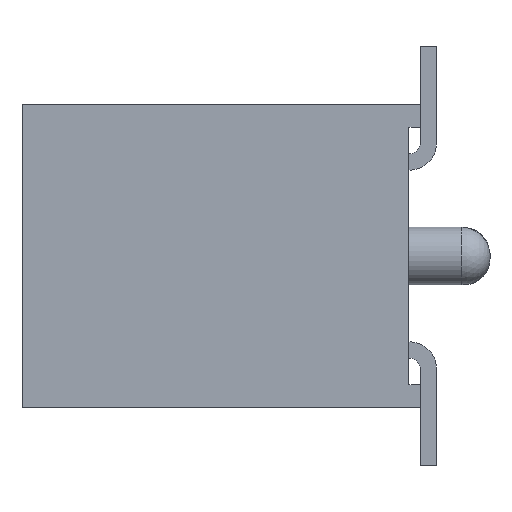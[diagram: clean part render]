
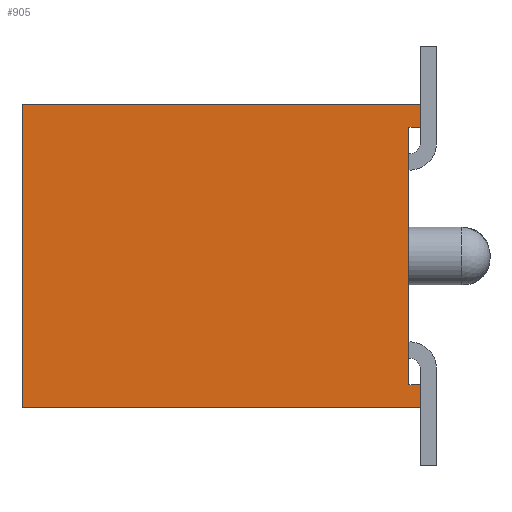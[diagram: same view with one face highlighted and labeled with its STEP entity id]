
A CAD part, left-side view. The second image highlights one B-rep face of the part: STEP entity #905.
In plain terms, the highlighted planar face has unit normal (-1, 0, 0).
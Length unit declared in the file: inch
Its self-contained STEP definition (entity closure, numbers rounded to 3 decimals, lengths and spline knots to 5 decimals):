
#905 = ADVANCED_FACE( '', ( #2070 ), #2071, .F. );
#2070 = FACE_OUTER_BOUND( '', #3469, .T. );
#2071 = PLANE( '', #3470 );
#3469 = EDGE_LOOP( '', ( #6227, #6228, #6229, #6230, #6231, #6232, #6233, #6234 ) );
#3470 = AXIS2_PLACEMENT_3D( '', #6235, #6236, #6237 );
#6227 = ORIENTED_EDGE( '', *, *, #8522, .T. );
#6228 = ORIENTED_EDGE( '', *, *, #9404, .T. );
#6229 = ORIENTED_EDGE( '', *, *, #9405, .F. );
#6230 = ORIENTED_EDGE( '', *, *, #8776, .F. );
#6231 = ORIENTED_EDGE( '', *, *, #9037, .T. );
#6232 = ORIENTED_EDGE( '', *, *, #9186, .T. );
#6233 = ORIENTED_EDGE( '', *, *, #9406, .T. );
#6234 = ORIENTED_EDGE( '', *, *, #9265, .T. );
#6235 = CARTESIAN_POINT( '', ( -0.17725, 0.172, -0.0655 ) );
#6236 = DIRECTION( '', ( 1., 0., 0. ) );
#6237 = DIRECTION( '', ( 0., 0., -1. ) );
#8522 = EDGE_CURVE( '', #10308, #10309, #10310, .T. );
#8776 = EDGE_CURVE( '', #10746, #10748, #10749, .T. );
#9037 = EDGE_CURVE( '', #10746, #11160, #11162, .T. );
#9186 = EDGE_CURVE( '', #11160, #11379, #11381, .T. );
#9265 = EDGE_CURVE( '', #11495, #10308, #11496, .T. );
#9404 = EDGE_CURVE( '', #10309, #11704, #11705, .T. );
#9405 = EDGE_CURVE( '', #10748, #11704, #11706, .T. );
#9406 = EDGE_CURVE( '', #11379, #11495, #11707, .T. );
#10308 = VERTEX_POINT( '', #12863 );
#10309 = VERTEX_POINT( '', #12864 );
#10310 = LINE( '', #12865, #12866 );
#10746 = VERTEX_POINT( '', #13499 );
#10748 = VERTEX_POINT( '', #13502 );
#10749 = LINE( '', #13503, #13504 );
#11160 = VERTEX_POINT( '', #14102 );
#11162 = LINE( '', #14105, #14106 );
#11379 = VERTEX_POINT( '', #14421 );
#11381 = LINE( '', #14424, #14425 );
#11495 = VERTEX_POINT( '', #14600 );
#11496 = LINE( '', #14601, #14602 );
#11704 = VERTEX_POINT( '', #14931 );
#11705 = LINE( '', #14932, #14933 );
#11706 = LINE( '', #14934, #14935 );
#11707 = LINE( '', #14936, #14937 );
#12863 = CARTESIAN_POINT( '', ( -0.17725, 0.005, 0.0555 ) );
#12864 = CARTESIAN_POINT( '', ( -0.17725, 0., 0.0555 ) );
#12865 = CARTESIAN_POINT( '', ( -0.17725, 0.005, 0.0555 ) );
#12866 = VECTOR( '', #16024, 39.37008 );
#13499 = CARTESIAN_POINT( '', ( -0.17725, 0.172, -0.0655 ) );
#13502 = CARTESIAN_POINT( '', ( -0.17725, 0.172, 0.0655 ) );
#13503 = CARTESIAN_POINT( '', ( -0.17725, 0.172, -0.0655 ) );
#13504 = VECTOR( '', #16259, 39.37008 );
#14102 = CARTESIAN_POINT( '', ( -0.17725, 0., -0.0655 ) );
#14105 = CARTESIAN_POINT( '', ( -0.17725, 0.172, -0.0655 ) );
#14106 = VECTOR( '', #16493, 39.37008 );
#14421 = CARTESIAN_POINT( '', ( -0.17725, 0., -0.0555 ) );
#14424 = CARTESIAN_POINT( '', ( -0.17725, 0., -0.0655 ) );
#14425 = VECTOR( '', #16623, 39.37008 );
#14600 = CARTESIAN_POINT( '', ( -0.17725, 0.005, -0.0555 ) );
#14601 = CARTESIAN_POINT( '', ( -0.17725, 0.005, -0.0555 ) );
#14602 = VECTOR( '', #16694, 39.37008 );
#14931 = CARTESIAN_POINT( '', ( -0.17725, 0., 0.0655 ) );
#14932 = CARTESIAN_POINT( '', ( -0.17725, 0., -0.0655 ) );
#14933 = VECTOR( '', #16831, 39.37008 );
#14934 = CARTESIAN_POINT( '', ( -0.17725, 0.172, 0.0655 ) );
#14935 = VECTOR( '', #16832, 39.37008 );
#14936 = CARTESIAN_POINT( '', ( -0.17725, 0., -0.0555 ) );
#14937 = VECTOR( '', #16833, 39.37008 );
#16024 = DIRECTION( '', ( 0., -1., 0. ) );
#16259 = DIRECTION( '', ( 0., 0., 1. ) );
#16493 = DIRECTION( '', ( 0., -1., 0. ) );
#16623 = DIRECTION( '', ( 0., 0., 1. ) );
#16694 = DIRECTION( '', ( 0., 0., 1. ) );
#16831 = DIRECTION( '', ( 0., 0., 1. ) );
#16832 = DIRECTION( '', ( 0., -1., 0. ) );
#16833 = DIRECTION( '', ( 0., 1., 0. ) );
